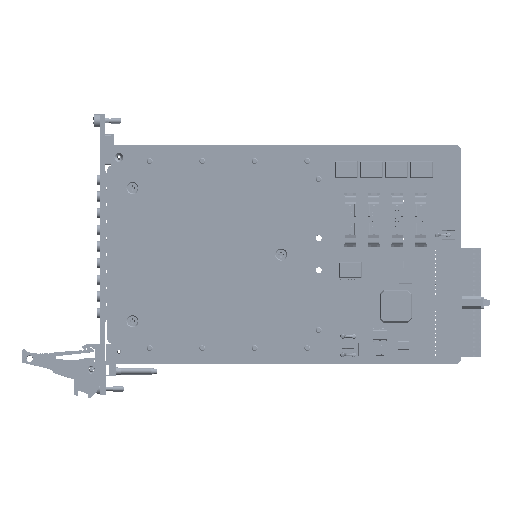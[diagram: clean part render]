
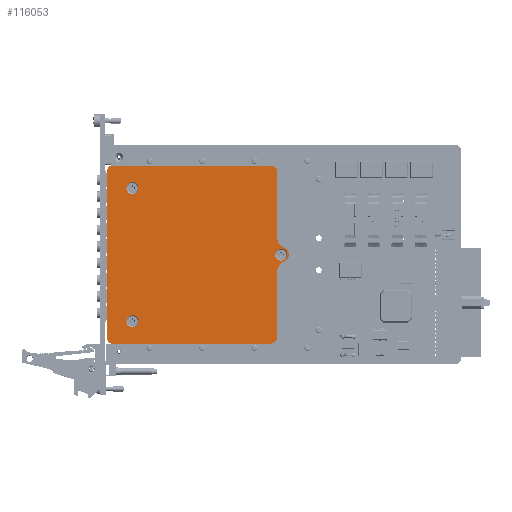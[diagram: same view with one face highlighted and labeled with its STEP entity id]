
A CAD part, top view. The second image highlights one B-rep face of the part: STEP entity #116053.
In plain terms, the highlighted planar face has unit normal (0, 0, 1).
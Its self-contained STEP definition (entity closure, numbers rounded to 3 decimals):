
#36687 = EDGE_LOOP ( 'NONE', ( #141190 ) ) ;
#36689 = EDGE_LOOP ( 'NONE', ( #141187 ) ) ;
#36695 = EDGE_LOOP ( 'NONE', ( #141192 ) ) ;
#36697 = EDGE_LOOP ( 'NONE', ( #141194, #141197, #141199, #141200, #141202, #141204, #141206, #141209, #141211, #141213, #141214, #141217 ) ) ;
#50105 = AXIS2_PLACEMENT_3D ( 'NONE', #90049, #90051, #90053 ) ;
#50108 = AXIS2_PLACEMENT_3D ( 'NONE', #90106, #90108, #90110 ) ;
#50116 = AXIS2_PLACEMENT_3D ( 'NONE', #90130, #90133, #90136 ) ;
#50124 = AXIS2_PLACEMENT_3D ( 'NONE', #90158, #90161, #90164 ) ;
#50135 = AXIS2_PLACEMENT_3D ( 'NONE', #90197, #90199, #90200 ) ;
#50143 = AXIS2_PLACEMENT_3D ( 'NONE', #90228, #90230, #90232 ) ;
#50151 = AXIS2_PLACEMENT_3D ( 'NONE', #90259, #90262, #90265 ) ;
#50159 = AXIS2_PLACEMENT_3D ( 'NONE', #90284, #90287, #90290 ) ;
#50166 = AXIS2_PLACEMENT_3D ( 'NONE', #90308, #90311, #90313 ) ;
#50170 = AXIS2_PLACEMENT_3D ( 'NONE', #90325, #90328, #90331 ) ;
#63471 = AXIS2_PLACEMENT_3D ( 'NONE', #69512, #69513, #69515 ) ;
#69497 = PLANE ( 'NONE',  #63471 ) ;
#69512 = CARTESIAN_POINT ( 'NONE',  ( -52.413, 37.178, -4.807 ) ) ;
#69513 = DIRECTION ( 'NONE',  ( 0., 0., -1. ) ) ;
#69515 = DIRECTION ( 'NONE',  ( -1., 0., 0. ) ) ;
#71503 = FACE_BOUND ( 'NONE', #36689, .T. ) ;
#71505 = FACE_BOUND ( 'NONE', #36695, .T. ) ;
#71511 = FACE_OUTER_BOUND ( 'NONE', #36697, .T. ) ;
#71513 = FACE_BOUND ( 'NONE', #36687, .T. ) ;
#87362 = CIRCLE ( 'NONE', #50105, 2. ) ;
#87368 = LINE ( 'NONE', #90058, #87377 ) ;
#87377 = VECTOR ( 'NONE', #90063, 1000. ) ;
#87392 = LINE ( 'NONE', #90068, #87407 ) ;
#87399 = CIRCLE ( 'NONE', #50108, 5. ) ;
#87407 = VECTOR ( 'NONE', #90090, 1000. ) ;
#87426 = CIRCLE ( 'NONE', #50116, 3.5 ) ;
#87438 = CIRCLE ( 'NONE', #50124, 5. ) ;
#87454 = CIRCLE ( 'NONE', #50135, 2. ) ;
#87475 = CIRCLE ( 'NONE', #50143, 3. ) ;
#87490 = LINE ( 'NONE', #90241, #87502 ) ;
#87502 = VECTOR ( 'NONE', #90244, 1000. ) ;
#87506 = LINE ( 'NONE', #90270, #87535 ) ;
#87509 = CIRCLE ( 'NONE', #50170, 3. ) ;
#87514 = CIRCLE ( 'NONE', #50151, 2.75 ) ;
#87522 = CIRCLE ( 'NONE', #50159, 2.75 ) ;
#87528 = CIRCLE ( 'NONE', #50166, 2.75 ) ;
#87535 = VECTOR ( 'NONE', #90315, 1000. ) ;
#87538 = LINE ( 'NONE', #90295, #87541 ) ;
#87541 = VECTOR ( 'NONE', #90318, 1000. ) ;
#90049 = CARTESIAN_POINT ( 'NONE',  ( -52.413, 37.178, -4.807 ) ) ;
#90051 = DIRECTION ( 'NONE',  ( 0., 0., 1. ) ) ;
#90053 = DIRECTION ( 'NONE',  ( -1., 0., 0. ) ) ;
#90058 = CARTESIAN_POINT ( 'NONE',  ( 38.287, 39.178, -4.807 ) ) ;
#90063 = DIRECTION ( 'NONE',  ( -1., 0., 0. ) ) ;
#90068 = CARTESIAN_POINT ( 'NONE',  ( 23.238, 39.178, -4.807 ) ) ;
#90090 = DIRECTION ( 'NONE',  ( 0., -1., 0. ) ) ;
#90106 = CARTESIAN_POINT ( 'NONE',  ( 28.238, 6.368, -4.807 ) ) ;
#90108 = DIRECTION ( 'NONE',  ( 0., 0., 1. ) ) ;
#90110 = DIRECTION ( 'NONE',  ( -1., 0., 0. ) ) ;
#90130 = CARTESIAN_POINT ( 'NONE',  ( 25.077, -1.522, -4.807 ) ) ;
#90133 = DIRECTION ( 'NONE',  ( 0., 0., -1. ) ) ;
#90136 = DIRECTION ( 'NONE',  ( 1., 0., 0. ) ) ;
#90158 = CARTESIAN_POINT ( 'NONE',  ( 28.238, -9.412, -4.807 ) ) ;
#90161 = DIRECTION ( 'NONE',  ( 0., 0., 1. ) ) ;
#90164 = DIRECTION ( 'NONE',  ( 1., 0., 0. ) ) ;
#90197 = CARTESIAN_POINT ( 'NONE',  ( -52.413, -40.222, -4.807 ) ) ;
#90199 = DIRECTION ( 'NONE',  ( 0., 0., 1. ) ) ;
#90200 = DIRECTION ( 'NONE',  ( 1., 0., 0. ) ) ;
#90228 = CARTESIAN_POINT ( 'NONE',  ( 20.238, -39.222, -4.807 ) ) ;
#90230 = DIRECTION ( 'NONE',  ( 0., 0., 1. ) ) ;
#90232 = DIRECTION ( 'NONE',  ( -1., 0., 0. ) ) ;
#90241 = CARTESIAN_POINT ( 'NONE',  ( -52.413, -42.222, -4.807 ) ) ;
#90244 = DIRECTION ( 'NONE',  ( 1., 0., 0. ) ) ;
#90259 = CARTESIAN_POINT ( 'NONE',  ( 25.077, -1.522, -4.807 ) ) ;
#90262 = DIRECTION ( 'NONE',  ( 0., 0., 1. ) ) ;
#90265 = DIRECTION ( 'NONE',  ( 1., 0., 0. ) ) ;
#90270 = CARTESIAN_POINT ( 'NONE',  ( 23.238, -9.412, -4.807 ) ) ;
#90284 = CARTESIAN_POINT ( 'NONE',  ( -42.919, 28.916, -4.807 ) ) ;
#90287 = DIRECTION ( 'NONE',  ( 0., 0., 1. ) ) ;
#90290 = DIRECTION ( 'NONE',  ( 1., 0., 0. ) ) ;
#90295 = CARTESIAN_POINT ( 'NONE',  ( -54.413, 37.178, -4.807 ) ) ;
#90308 = CARTESIAN_POINT ( 'NONE',  ( -42.919, -32.004, -4.807 ) ) ;
#90311 = DIRECTION ( 'NONE',  ( 0., 0., 1. ) ) ;
#90313 = DIRECTION ( 'NONE',  ( 1., 0., 0. ) ) ;
#90315 = DIRECTION ( 'NONE',  ( 0., -1., 0. ) ) ;
#90318 = DIRECTION ( 'NONE',  ( 0., -1., 0. ) ) ;
#90325 = CARTESIAN_POINT ( 'NONE',  ( 20.238, 36.178, -4.807 ) ) ;
#90328 = DIRECTION ( 'NONE',  ( 0., 0., 1. ) ) ;
#90331 = DIRECTION ( 'NONE',  ( -1., 0., 0. ) ) ;
#113098 = CARTESIAN_POINT ( 'NONE',  ( 20.238, 39.178, -4.807 ) ) ;
#113103 = CARTESIAN_POINT ( 'NONE',  ( -54.413, 37.178, -4.807 ) ) ;
#113104 = CARTESIAN_POINT ( 'NONE',  ( -52.413, 39.178, -4.807 ) ) ;
#113105 = CARTESIAN_POINT ( 'NONE',  ( 26.378, 1.727, -4.807 ) ) ;
#113107 = CARTESIAN_POINT ( 'NONE',  ( 23.238, -9.412, -4.807 ) ) ;
#113110 = CARTESIAN_POINT ( 'NONE',  ( 26.378, -4.771, -4.807 ) ) ;
#113111 = CARTESIAN_POINT ( 'NONE',  ( 23.238, 36.178, -4.807 ) ) ;
#113112 = CARTESIAN_POINT ( 'NONE',  ( 23.238, 6.368, -4.807 ) ) ;
#113123 = CARTESIAN_POINT ( 'NONE',  ( -52.413, -42.222, -4.807 ) ) ;
#113124 = CARTESIAN_POINT ( 'NONE',  ( -54.413, -40.222, -4.807 ) ) ;
#113125 = CARTESIAN_POINT ( 'NONE',  ( 23.238, -39.222, -4.807 ) ) ;
#113128 = CARTESIAN_POINT ( 'NONE',  ( 20.238, -42.222, -4.807 ) ) ;
#116053 = ADVANCED_FACE ( 'NONE', ( #71503, #71513, #71505, #71511 ), #69497, .F. ) ;
#122955 = EDGE_CURVE ( 'NONE', #215853, #215852, #87362, .T. ) ;
#122957 = EDGE_CURVE ( 'NONE', #215849, #215853, #87368, .T. ) ;
#122968 = EDGE_CURVE ( 'NONE', #215864, #215865, #87392, .T. ) ;
#122973 = EDGE_CURVE ( 'NONE', #215865, #215854, #87399, .T. ) ;
#122979 = EDGE_CURVE ( 'NONE', #215854, #215863, #87426, .T. ) ;
#122985 = EDGE_CURVE ( 'NONE', #215863, #215857, #87438, .T. ) ;
#122993 = EDGE_CURVE ( 'NONE', #215873, #215872, #87454, .T. ) ;
#123001 = EDGE_CURVE ( 'NONE', #215880, #215874, #87475, .T. ) ;
#123007 = EDGE_CURVE ( 'NONE', #215872, #215880, #87490, .T. ) ;
#123010 = EDGE_CURVE ( 'NONE', #214222, #214222, #87514, .T. ) ;
#123014 = EDGE_CURVE ( 'NONE', #214224, #214224, #87522, .T. ) ;
#123018 = EDGE_CURVE ( 'NONE', #214226, #214226, #87528, .T. ) ;
#123020 = EDGE_CURVE ( 'NONE', #215857, #215874, #87506, .T. ) ;
#123021 = EDGE_CURVE ( 'NONE', #215864, #215849, #87509, .T. ) ;
#123024 = EDGE_CURVE ( 'NONE', #215852, #215873, #87538, .T. ) ;
#141187 = ORIENTED_EDGE ( 'NONE', *, *, #123018, .F. ) ;
#141190 = ORIENTED_EDGE ( 'NONE', *, *, #123014, .F. ) ;
#141192 = ORIENTED_EDGE ( 'NONE', *, *, #123010, .F. ) ;
#141194 = ORIENTED_EDGE ( 'NONE', *, *, #123007, .T. ) ;
#141197 = ORIENTED_EDGE ( 'NONE', *, *, #123001, .T. ) ;
#141199 = ORIENTED_EDGE ( 'NONE', *, *, #123020, .F. ) ;
#141200 = ORIENTED_EDGE ( 'NONE', *, *, #122985, .F. ) ;
#141202 = ORIENTED_EDGE ( 'NONE', *, *, #122979, .F. ) ;
#141204 = ORIENTED_EDGE ( 'NONE', *, *, #122973, .F. ) ;
#141206 = ORIENTED_EDGE ( 'NONE', *, *, #122968, .F. ) ;
#141209 = ORIENTED_EDGE ( 'NONE', *, *, #123021, .T. ) ;
#141211 = ORIENTED_EDGE ( 'NONE', *, *, #122957, .T. ) ;
#141213 = ORIENTED_EDGE ( 'NONE', *, *, #122955, .T. ) ;
#141214 = ORIENTED_EDGE ( 'NONE', *, *, #123024, .T. ) ;
#141217 = ORIENTED_EDGE ( 'NONE', *, *, #122993, .T. ) ;
#211729 = CARTESIAN_POINT ( 'NONE',  ( 27.827, -1.522, -4.807 ) ) ;
#211737 = CARTESIAN_POINT ( 'NONE',  ( -40.169, 28.916, -4.807 ) ) ;
#211745 = CARTESIAN_POINT ( 'NONE',  ( -40.169, -32.004, -4.807 ) ) ;
#214222 = VERTEX_POINT ( 'NONE', #211729 ) ;
#214224 = VERTEX_POINT ( 'NONE', #211737 ) ;
#214226 = VERTEX_POINT ( 'NONE', #211745 ) ;
#215849 = VERTEX_POINT ( 'NONE', #113098 ) ;
#215852 = VERTEX_POINT ( 'NONE', #113103 ) ;
#215853 = VERTEX_POINT ( 'NONE', #113104 ) ;
#215854 = VERTEX_POINT ( 'NONE', #113105 ) ;
#215857 = VERTEX_POINT ( 'NONE', #113107 ) ;
#215863 = VERTEX_POINT ( 'NONE', #113110 ) ;
#215864 = VERTEX_POINT ( 'NONE', #113111 ) ;
#215865 = VERTEX_POINT ( 'NONE', #113112 ) ;
#215872 = VERTEX_POINT ( 'NONE', #113123 ) ;
#215873 = VERTEX_POINT ( 'NONE', #113124 ) ;
#215874 = VERTEX_POINT ( 'NONE', #113125 ) ;
#215880 = VERTEX_POINT ( 'NONE', #113128 ) ;
